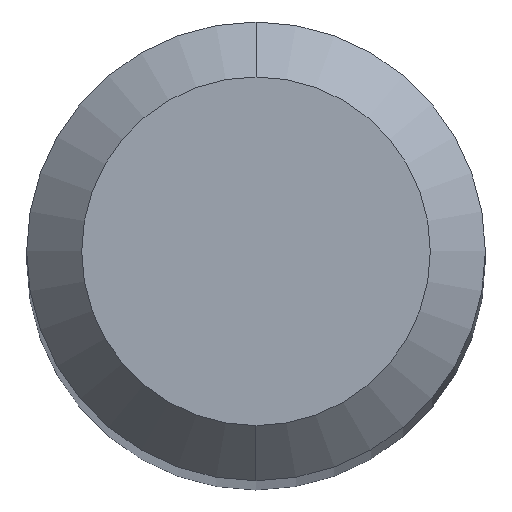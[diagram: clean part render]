
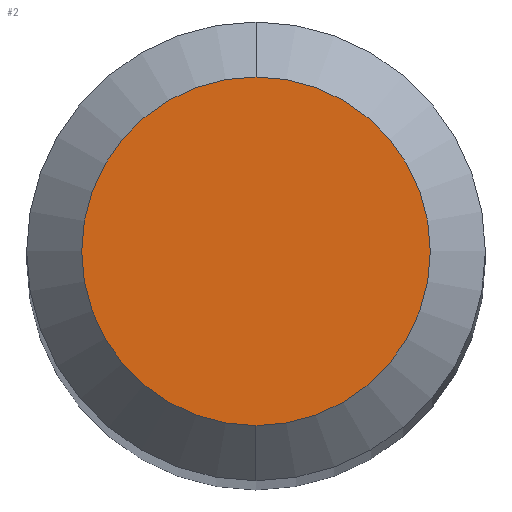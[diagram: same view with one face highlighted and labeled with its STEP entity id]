
A CAD part, top view. The second image highlights one B-rep face of the part: STEP entity #2.
In plain terms, the highlighted planar face has unit normal (0, 0, 1).
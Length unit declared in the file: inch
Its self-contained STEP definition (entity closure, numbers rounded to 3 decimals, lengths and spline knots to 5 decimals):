
#2 = ADVANCED_FACE ( 'NONE', ( #324 ), #328, .F. ) ;
#17 = DIRECTION ( 'NONE',  ( 0., 0., 1. ) ) ;
#35 = VERTEX_POINT ( 'NONE', #176 ) ;
#36 = ORIENTED_EDGE ( 'NONE', *, *, #56, .T. ) ;
#56 = EDGE_CURVE ( 'NONE', #196, #35, #489, .T. ) ;
#108 = AXIS2_PLACEMENT_3D ( 'NONE', #331, #493, #455 ) ;
#124 = CARTESIAN_POINT ( 'NONE',  ( 0., 0., 0. ) ) ;
#160 = CARTESIAN_POINT ( 'NONE',  ( 0., 0., 0. ) ) ;
#176 = CARTESIAN_POINT ( 'NONE',  ( 0., 0.0475, 0. ) ) ;
#196 = VERTEX_POINT ( 'NONE', #206 ) ;
#206 = CARTESIAN_POINT ( 'NONE',  ( 0., -0.0475, 0. ) ) ;
#259 = AXIS2_PLACEMENT_3D ( 'NONE', #124, #17, #283 ) ;
#283 = DIRECTION ( 'NONE',  ( 0., -1., 0. ) ) ;
#289 = DIRECTION ( 'NONE',  ( 0., 0., 1. ) ) ;
#293 = EDGE_CURVE ( 'NONE', #35, #196, #337, .T. ) ;
#324 = FACE_OUTER_BOUND ( 'NONE', #506, .T. ) ;
#328 = PLANE ( 'NONE',  #108 ) ;
#331 = CARTESIAN_POINT ( 'NONE',  ( 0., 0.0475, 0. ) ) ;
#337 = CIRCLE ( 'NONE', #346, 0.0475 ) ;
#346 = AXIS2_PLACEMENT_3D ( 'NONE', #160, #289, #450 ) ;
#392 = ORIENTED_EDGE ( 'NONE', *, *, #293, .T. ) ;
#450 = DIRECTION ( 'NONE',  ( 0., -1., 0. ) ) ;
#455 = DIRECTION ( 'NONE',  ( 0., 1., 0. ) ) ;
#489 = CIRCLE ( 'NONE', #259, 0.0475 ) ;
#493 = DIRECTION ( 'NONE',  ( 0., 0., -1. ) ) ;
#506 = EDGE_LOOP ( 'NONE', ( #392, #36 ) ) ;
